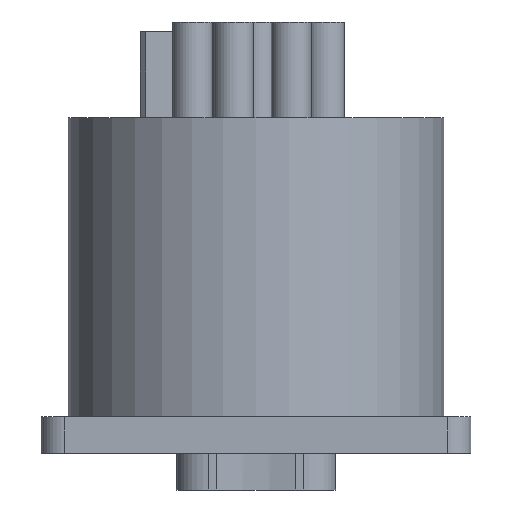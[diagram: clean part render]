
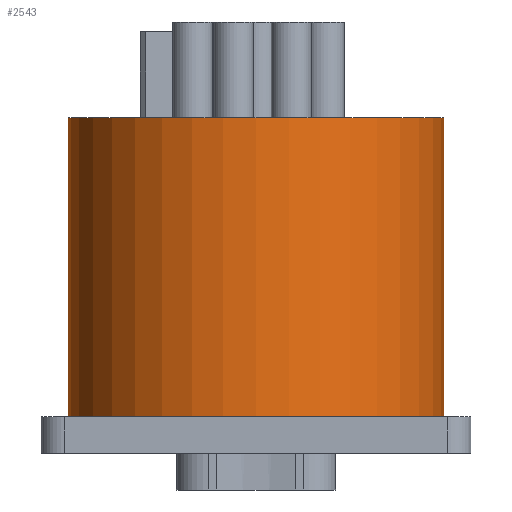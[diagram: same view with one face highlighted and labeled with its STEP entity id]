
A CAD part, front view. The second image highlights one B-rep face of the part: STEP entity #2543.
In plain terms, the highlighted cylindrical face has radius 11.8 mm (diameter 23.6 mm), a partial arc.
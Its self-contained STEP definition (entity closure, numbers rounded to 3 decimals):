
#684=CARTESIAN_POINT('',(0.,0.,2.3));
#685=DIRECTION('',(0.,0.,-1.));
#686=DIRECTION('',(1.,0.,0.));
#687=AXIS2_PLACEMENT_3D('',#684,#685,#686);
#780=DIRECTION('',(0.,0.,-1.));
#781=VECTOR('',#780,18.8);
#782=CARTESIAN_POINT('',(-11.8,0.,21.1));
#783=LINE('',#782,#781);
#787=DIRECTION('',(0.,0.,-1.));
#788=VECTOR('',#787,18.8);
#789=CARTESIAN_POINT('',(11.8,0.,21.1));
#790=LINE('',#789,#788);
#802=CARTESIAN_POINT('',(0.,0.,21.1));
#803=DIRECTION('',(0.,0.,1.));
#804=DIRECTION('',(-1.,0.,0.));
#805=AXIS2_PLACEMENT_3D('',#802,#803,#804);
#1892=CARTESIAN_POINT('',(11.8,0.,21.1));
#1893=CARTESIAN_POINT('',(-11.8,0.,21.1));
#1894=VERTEX_POINT('',#1892);
#1895=VERTEX_POINT('',#1893);
#1896=CARTESIAN_POINT('',(-11.8,0.,2.3));
#1897=VERTEX_POINT('',#1896);
#1898=CARTESIAN_POINT('',(11.8,0.,2.3));
#1899=VERTEX_POINT('',#1898);
#2531=CARTESIAN_POINT('',(0.,0.,0.));
#2532=DIRECTION('',(0.,0.,-1.));
#2533=DIRECTION('',(-1.,0.,0.));
#2534=AXIS2_PLACEMENT_3D('',#2531,#2532,#2533);
#2535=CYLINDRICAL_SURFACE('',#2534,11.8);
#2536=ORIENTED_EDGE('',*,*,#2521,.F.);
#2538=ORIENTED_EDGE('',*,*,#2537,.T.);
#2539=ORIENTED_EDGE('',*,*,#2524,.T.);
#2540=ORIENTED_EDGE('',*,*,#2403,.T.);
#2541=EDGE_LOOP('',(#2536,#2538,#2539,#2540));
#2542=FACE_OUTER_BOUND('',#2541,.F.);
#688=CIRCLE('',#687,11.8);
#806=CIRCLE('',#805,11.8);
#2403=EDGE_CURVE('',#1899,#1897,#688,.T.);
#2521=EDGE_CURVE('',#1895,#1897,#783,.T.);
#2524=EDGE_CURVE('',#1894,#1899,#790,.T.);
#2537=EDGE_CURVE('',#1895,#1894,#806,.T.);
#2543=ADVANCED_FACE('',(#2542),#2535,.T.);
